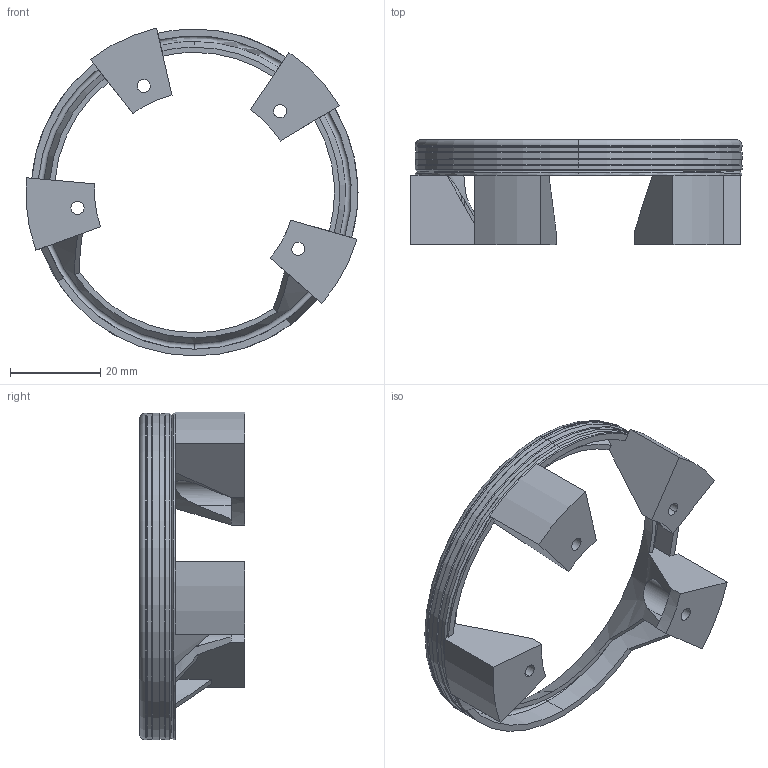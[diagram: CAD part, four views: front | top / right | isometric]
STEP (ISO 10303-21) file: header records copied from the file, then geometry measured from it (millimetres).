
FILE_DESCRIPTION (( 'STEP AP214' ), '1' );
FILE_NAME ('DrumpadStand_Ride.STEP', '2025-09-21T12:42:01', ( '' ), ( '' ), 'SwSTEP 2.0', 'SolidWorks 2024', '' );
FILE_SCHEMA (( 'AUTOMOTIVE_DESIGN' ));
Length unit declared in the file: millimetre
Products named in the file (1): DrumpadStand_Ride
Bounding box: 73.74 x 23.4 x 72.84 mm (x, y, z)
Volume: 14254.9 mm3; surface area: 10788.8 mm2
Topology: 1 solids, 1 shells, 117 faces, 304 edges, 189 vertices
Faces by surface type: plane 46, cylinder 45, cone 19, torus 7
Entity records: 3763 total; most frequent: CARTESIAN_POINT 815, DIRECTION 642, ORIENTED_EDGE 608, EDGE_CURVE 304, AXIS2_PLACEMENT_3D 248, VERTEX_POINT 189, LINE 146, VECTOR 146
